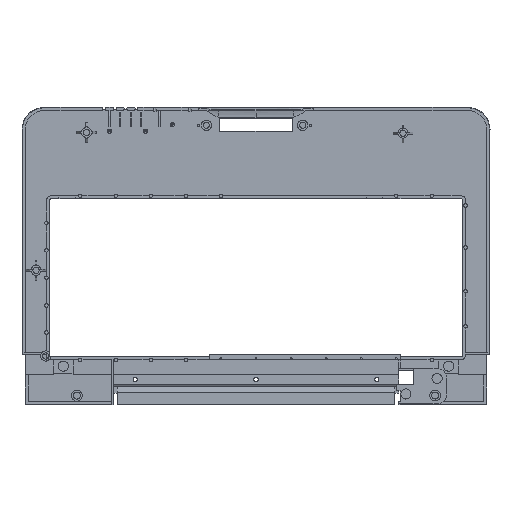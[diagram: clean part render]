
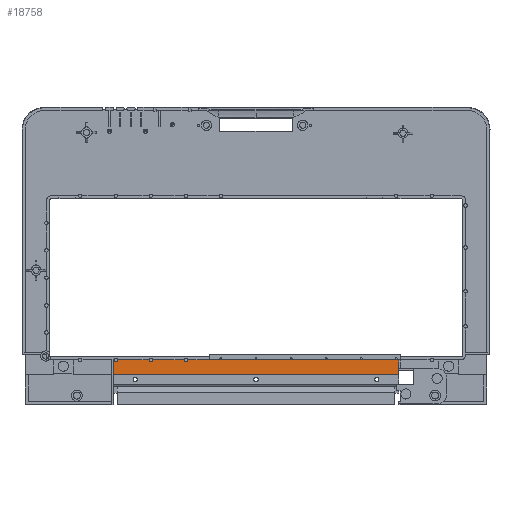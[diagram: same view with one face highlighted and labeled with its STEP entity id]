
A CAD part, front view. The second image highlights one B-rep face of the part: STEP entity #18758.
In plain terms, the highlighted planar face has unit normal (0, -1, 0).
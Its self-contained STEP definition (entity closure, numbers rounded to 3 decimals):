
#5704=DIRECTION('',(-1.,0.,0.));
#5705=VECTOR('',#5704,108.3);
#5706=CARTESIAN_POINT('',(73.2,-1.4,36.5));
#5707=LINE('',#5706,#5705);
#6156=DIRECTION('',(0.,0.,1.));
#6157=VECTOR('',#6156,5.5);
#6158=CARTESIAN_POINT('',(73.2,-1.4,31.));
#6159=LINE('',#6158,#6157);
#6168=CARTESIAN_POINT('',(-72.,-1.4,36.5));
#6169=DIRECTION('',(0.,-1.,0.));
#6170=DIRECTION('',(-1.,0.,0.));
#6171=AXIS2_PLACEMENT_3D('',#6168,#6169,#6170);
#6173=CARTESIAN_POINT('',(-54.,-1.4,36.5));
#6174=DIRECTION('',(0.,-1.,0.));
#6175=DIRECTION('',(-1.,0.,0.));
#6176=AXIS2_PLACEMENT_3D('',#6173,#6174,#6175);
#6178=CARTESIAN_POINT('',(-36.,-1.4,36.5));
#6179=DIRECTION('',(0.,-1.,0.));
#6180=DIRECTION('',(-1.,0.,0.));
#6181=AXIS2_PLACEMENT_3D('',#6178,#6179,#6180);
#6183=DIRECTION('',(0.,0.,-1.));
#6184=VECTOR('',#6183,2.1);
#6185=CARTESIAN_POINT('',(73.2,-1.4,31.));
#6186=LINE('',#6185,#6184);
#6187=DIRECTION('',(-1.,0.,0.));
#6188=VECTOR('',#6187,146.4);
#6189=CARTESIAN_POINT('',(73.2,-1.4,28.9));
#6190=LINE('',#6189,#6188);
#6191=DIRECTION('',(0.,0.,1.));
#6192=VECTOR('',#6191,7.6);
#6193=CARTESIAN_POINT('',(-73.2,-1.4,28.9));
#6194=LINE('',#6193,#6192);
#6207=DIRECTION('',(-1.,0.,0.));
#6208=VECTOR('',#6207,16.2);
#6209=CARTESIAN_POINT('',(-54.9,-1.4,36.5));
#6210=LINE('',#6209,#6208);
#6223=DIRECTION('',(-1.,0.,0.));
#6224=VECTOR('',#6223,16.2);
#6225=CARTESIAN_POINT('',(-36.9,-1.4,36.5));
#6226=LINE('',#6225,#6224);
#6267=DIRECTION('',(-1.,0.,0.));
#6268=VECTOR('',#6267,0.3);
#6269=CARTESIAN_POINT('',(-72.9,-1.4,36.5));
#6270=LINE('',#6269,#6268);
#8504=CARTESIAN_POINT('',(73.2,-1.4,31.));
#8505=VERTEX_POINT('',#8504);
#8506=CARTESIAN_POINT('',(73.2,-1.4,36.5));
#8507=VERTEX_POINT('',#8506);
#8556=CARTESIAN_POINT('',(-72.9,-1.4,36.5));
#8557=CARTESIAN_POINT('',(-71.1,-1.4,36.5));
#8558=VERTEX_POINT('',#8556);
#8559=VERTEX_POINT('',#8557);
#8560=CARTESIAN_POINT('',(-54.9,-1.4,36.5));
#8561=VERTEX_POINT('',#8560);
#8562=CARTESIAN_POINT('',(-53.1,-1.4,36.5));
#8563=VERTEX_POINT('',#8562);
#8564=CARTESIAN_POINT('',(-36.9,-1.4,36.5));
#8565=VERTEX_POINT('',#8564);
#8566=CARTESIAN_POINT('',(-35.1,-1.4,36.5));
#8567=VERTEX_POINT('',#8566);
#8568=CARTESIAN_POINT('',(73.2,-1.4,28.9));
#8569=VERTEX_POINT('',#8568);
#8570=CARTESIAN_POINT('',(-73.2,-1.4,28.9));
#8571=VERTEX_POINT('',#8570);
#8572=CARTESIAN_POINT('',(-73.2,-1.4,36.5));
#8573=VERTEX_POINT('',#8572);
#18733=CARTESIAN_POINT('',(0.,-1.4,12.3));
#18734=DIRECTION('',(0.,-1.,0.));
#18735=DIRECTION('',(-1.,0.,0.));
#18736=AXIS2_PLACEMENT_3D('',#18733,#18734,#18735);
#18737=PLANE('',#18736);
#18739=ORIENTED_EDGE('',*,*,#18738,.T.);
#18741=ORIENTED_EDGE('',*,*,#18740,.F.);
#18743=ORIENTED_EDGE('',*,*,#18742,.T.);
#18745=ORIENTED_EDGE('',*,*,#18744,.F.);
#18747=ORIENTED_EDGE('',*,*,#18746,.T.);
#18748=ORIENTED_EDGE('',*,*,#17995,.F.);
#18749=ORIENTED_EDGE('',*,*,#18702,.F.);
#18750=ORIENTED_EDGE('',*,*,#10099,.T.);
#18752=ORIENTED_EDGE('',*,*,#18751,.T.);
#18753=ORIENTED_EDGE('',*,*,#10228,.T.);
#18755=ORIENTED_EDGE('',*,*,#18754,.F.);
#18756=EDGE_LOOP('',(#18739,#18741,#18743,#18745,#18747,#18748,#18749,#18750,
#18752,#18753,#18755));
#18757=FACE_OUTER_BOUND('',#18756,.F.);
#18758=ADVANCED_FACE('',(#18757),#18737,.T.);
#6172=CIRCLE('',#6171,0.9);
#6177=CIRCLE('',#6176,0.9);
#6182=CIRCLE('',#6181,0.9);
#10099=EDGE_CURVE('',#8505,#8569,#6186,.T.);
#10228=EDGE_CURVE('',#8571,#8573,#6194,.T.);
#17995=EDGE_CURVE('',#8507,#8567,#5707,.T.);
#18702=EDGE_CURVE('',#8505,#8507,#6159,.T.);
#18738=EDGE_CURVE('',#8558,#8559,#6172,.T.);
#18740=EDGE_CURVE('',#8561,#8559,#6210,.T.);
#18742=EDGE_CURVE('',#8561,#8563,#6177,.T.);
#18744=EDGE_CURVE('',#8565,#8563,#6226,.T.);
#18746=EDGE_CURVE('',#8565,#8567,#6182,.T.);
#18751=EDGE_CURVE('',#8569,#8571,#6190,.T.);
#18754=EDGE_CURVE('',#8558,#8573,#6270,.T.);
